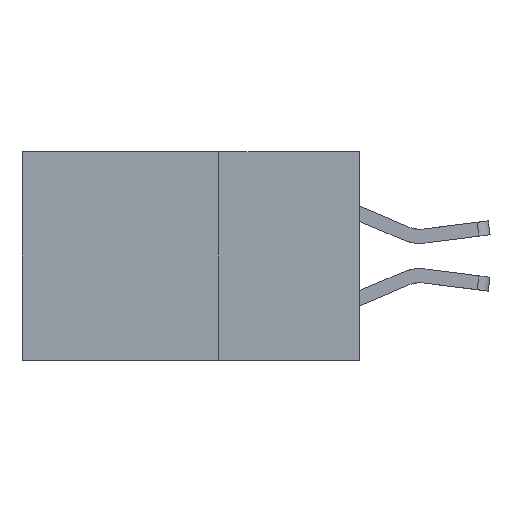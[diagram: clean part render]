
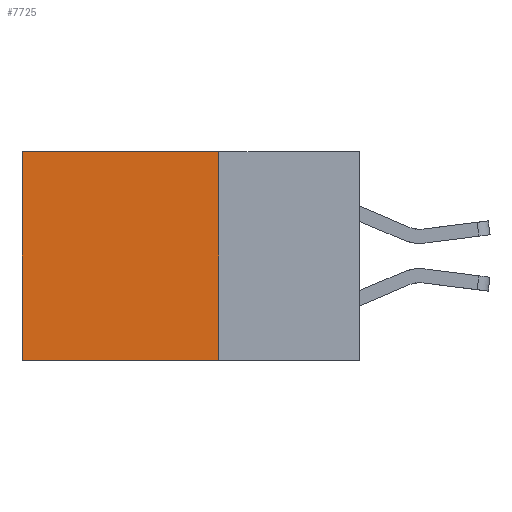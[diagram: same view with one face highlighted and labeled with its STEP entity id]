
A CAD part, left-side view. The second image highlights one B-rep face of the part: STEP entity #7725.
In plain terms, the highlighted planar face has unit normal (-1, 0, 0).
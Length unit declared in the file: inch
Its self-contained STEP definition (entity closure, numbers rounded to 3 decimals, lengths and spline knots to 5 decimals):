
#959 = VERTEX_POINT ( 'NONE', #13307 ) ;
#1358 = AXIS2_PLACEMENT_3D ( 'NONE', #3823, #12008, #4978 ) ;
#1535 = CARTESIAN_POINT ( 'NONE',  ( 0.2875, 0.25, 0. ) ) ;
#1865 = LINE ( 'NONE', #5078, #13531 ) ;
#2966 = VECTOR ( 'NONE', #7361, 39.37008 ) ;
#3563 = CARTESIAN_POINT ( 'NONE',  ( 0.2875, 0.25, 0. ) ) ;
#3823 = CARTESIAN_POINT ( 'NONE',  ( 0.2875, 0.25, 0. ) ) ;
#3893 = CARTESIAN_POINT ( 'NONE',  ( 0.2875, 0.6, -0.37 ) ) ;
#4308 = VECTOR ( 'NONE', #9452, 39.37008 ) ;
#4965 = ORIENTED_EDGE ( 'NONE', *, *, #12706, .T. ) ;
#4978 = DIRECTION ( 'NONE',  ( 0., 0., -1. ) ) ;
#5053 = VERTEX_POINT ( 'NONE', #14062 ) ;
#5078 = CARTESIAN_POINT ( 'NONE',  ( 0.2875, 0.25, -0.37 ) ) ;
#5125 = DIRECTION ( 'NONE',  ( 0., 1., 0. ) ) ;
#6500 = EDGE_CURVE ( 'NONE', #959, #11272, #1865, .T. ) ;
#6690 = LINE ( 'NONE', #13774, #14810 ) ;
#6714 = ORIENTED_EDGE ( 'NONE', *, *, #6500, .F. ) ;
#6815 = FACE_OUTER_BOUND ( 'NONE', #12982, .T. ) ;
#6966 = ORIENTED_EDGE ( 'NONE', *, *, #14446, .F. ) ;
#7361 = DIRECTION ( 'NONE',  ( 0., 0., -1. ) ) ;
#7457 = LINE ( 'NONE', #3563, #4308 ) ;
#7725 = ADVANCED_FACE ( 'NONE', ( #6815 ), #10871, .F. ) ;
#8733 = ORIENTED_EDGE ( 'NONE', *, *, #10389, .T. ) ;
#9452 = DIRECTION ( 'NONE',  ( 0., 1., 0. ) ) ;
#10389 = EDGE_CURVE ( 'NONE', #10589, #5053, #7457, .T. ) ;
#10589 = VERTEX_POINT ( 'NONE', #1535 ) ;
#10871 = PLANE ( 'NONE',  #1358 ) ;
#11272 = VERTEX_POINT ( 'NONE', #3893 ) ;
#12008 = DIRECTION ( 'NONE',  ( 1., 0., 0. ) ) ;
#12706 = EDGE_CURVE ( 'NONE', #5053, #11272, #6690, .T. ) ;
#12982 = EDGE_LOOP ( 'NONE', ( #4965, #6714, #6966, #8733 ) ) ;
#13121 = CARTESIAN_POINT ( 'NONE',  ( 0.2875, 0.25, 0. ) ) ;
#13307 = CARTESIAN_POINT ( 'NONE',  ( 0.2875, 0.25, -0.37 ) ) ;
#13531 = VECTOR ( 'NONE', #5125, 39.37008 ) ;
#13774 = CARTESIAN_POINT ( 'NONE',  ( 0.2875, 0.6, 0. ) ) ;
#14062 = CARTESIAN_POINT ( 'NONE',  ( 0.2875, 0.6, 0. ) ) ;
#14446 = EDGE_CURVE ( 'NONE', #10589, #959, #14589, .T. ) ;
#14589 = LINE ( 'NONE', #13121, #2966 ) ;
#14810 = VECTOR ( 'NONE', #14909, 39.37008 ) ;
#14909 = DIRECTION ( 'NONE',  ( 0., 0., -1. ) ) ;
